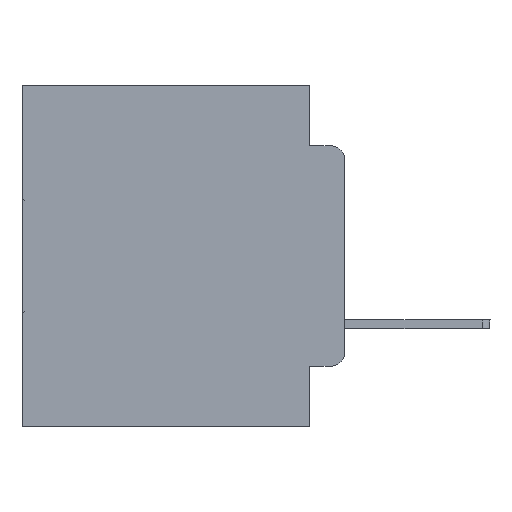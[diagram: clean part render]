
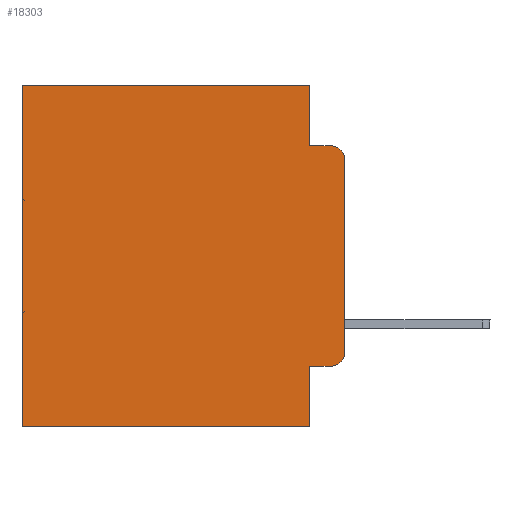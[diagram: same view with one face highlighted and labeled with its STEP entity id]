
A CAD part, left-side view. The second image highlights one B-rep face of the part: STEP entity #18303.
In plain terms, the highlighted planar face has unit normal (-1, 0, 0).
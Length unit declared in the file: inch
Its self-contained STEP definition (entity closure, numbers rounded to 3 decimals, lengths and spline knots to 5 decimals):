
#54 = EDGE_CURVE ( 'NONE', #14957, #15249, #9656, .T. ) ;
#141 = EDGE_CURVE ( 'NONE', #14764, #15587, #9998, .T. ) ;
#263 = EDGE_CURVE ( 'NONE', #15587, #9729, #24716, .T. ) ;
#779 = CARTESIAN_POINT ( 'NONE',  ( 0.298, 0.051, 0. ) ) ;
#1404 = DIRECTION ( 'NONE',  ( 0., -1., 0. ) ) ;
#1513 = EDGE_CURVE ( 'NONE', #14764, #14957, #29108, .T. ) ;
#2031 = VECTOR ( 'NONE', #4893, 39.37008 ) ;
#2059 = ORIENTED_EDGE ( 'NONE', *, *, #30264, .T. ) ;
#2861 = ORIENTED_EDGE ( 'NONE', *, *, #17284, .T. ) ;
#3267 = EDGE_LOOP ( 'NONE', ( #8537, #28562, #27880, #21857, #21192, #27240, #9350, #5171, #2861, #2059 ) ) ;
#3675 = DIRECTION ( 'NONE',  ( 0., 0., -1. ) ) ;
#3944 = EDGE_CURVE ( 'NONE', #13706, #9729, #21567, .T. ) ;
#4079 = CARTESIAN_POINT ( 'NONE',  ( 0.298, 0.051, -0.0885 ) ) ;
#4207 = DIRECTION ( 'NONE',  ( 0., 0., -1. ) ) ;
#4379 = DIRECTION ( 'NONE',  ( 0., 1., 0. ) ) ;
#4510 = CARTESIAN_POINT ( 'NONE',  ( 0.298, 0.02, -0.1085 ) ) ;
#4893 = DIRECTION ( 'NONE',  ( 0., -1., 0. ) ) ;
#5109 = DIRECTION ( 'NONE',  ( 0., 0., -1. ) ) ;
#5171 = ORIENTED_EDGE ( 'NONE', *, *, #16461, .F. ) ;
#5420 = CARTESIAN_POINT ( 'NONE',  ( 0.298, 0.02, -0.4115 ) ) ;
#6360 = CARTESIAN_POINT ( 'NONE',  ( 0.298, 0.473, 0. ) ) ;
#7172 = DIRECTION ( 'NONE',  ( 0., 0., -1. ) ) ;
#7771 = VECTOR ( 'NONE', #1404, 39.37008 ) ;
#8537 = ORIENTED_EDGE ( 'NONE', *, *, #9356, .F. ) ;
#9350 = ORIENTED_EDGE ( 'NONE', *, *, #30419, .F. ) ;
#9356 = EDGE_CURVE ( 'NONE', #13706, #19639, #22929, .T. ) ;
#9656 = LINE ( 'NONE', #18371, #19560 ) ;
#9729 = VERTEX_POINT ( 'NONE', #10981 ) ;
#9770 = CARTESIAN_POINT ( 'NONE',  ( 0.298, 0., 0. ) ) ;
#9998 = LINE ( 'NONE', #12717, #27384 ) ;
#10393 = VECTOR ( 'NONE', #5109, 39.37008 ) ;
#10522 = LINE ( 'NONE', #21377, #2031 ) ;
#10981 = CARTESIAN_POINT ( 'NONE',  ( 0.298, 0.02, -0.0885 ) ) ;
#11419 = DIRECTION ( 'NONE',  ( 0., 1., 0. ) ) ;
#12491 = AXIS2_PLACEMENT_3D ( 'NONE', #17780, #15175, #22501 ) ;
#12601 = VERTEX_POINT ( 'NONE', #5420 ) ;
#12717 = CARTESIAN_POINT ( 'NONE',  ( 0.298, 0.051, 0. ) ) ;
#13651 = CARTESIAN_POINT ( 'NONE',  ( 0.298, 0., -0.5 ) ) ;
#13706 = VERTEX_POINT ( 'NONE', #19938 ) ;
#13894 = CARTESIAN_POINT ( 'NONE',  ( 0.298, 0., 0. ) ) ;
#13910 = FACE_OUTER_BOUND ( 'NONE', #3267, .T. ) ;
#13979 = CARTESIAN_POINT ( 'NONE',  ( 0.298, 0.051, 0. ) ) ;
#14764 = VERTEX_POINT ( 'NONE', #779 ) ;
#14957 = VERTEX_POINT ( 'NONE', #6360 ) ;
#15175 = DIRECTION ( 'NONE',  ( -1., 0., 0. ) ) ;
#15249 = VERTEX_POINT ( 'NONE', #27025 ) ;
#15316 = CARTESIAN_POINT ( 'NONE',  ( 0.298, 0.051, -0.4115 ) ) ;
#15449 = CARTESIAN_POINT ( 'NONE',  ( 0.298, 0.051, -0.5 ) ) ;
#15587 = VERTEX_POINT ( 'NONE', #17555 ) ;
#16275 = DIRECTION ( 'NONE',  ( 0., 0., -1. ) ) ;
#16349 = AXIS2_PLACEMENT_3D ( 'NONE', #4510, #26334, #16275 ) ;
#16461 = EDGE_CURVE ( 'NONE', #29838, #25776, #25608, .T. ) ;
#17284 = EDGE_CURVE ( 'NONE', #29838, #12601, #10522, .T. ) ;
#17555 = CARTESIAN_POINT ( 'NONE',  ( 0.298, 0.051, -0.0885 ) ) ;
#17780 = CARTESIAN_POINT ( 'NONE',  ( 0.298, 0.02, -0.3915 ) ) ;
#18303 = ADVANCED_FACE ( 'NONE', ( #13910 ), #20391, .F. ) ;
#18371 = CARTESIAN_POINT ( 'NONE',  ( 0.298, 0.473, 0. ) ) ;
#19056 = LINE ( 'NONE', #13651, #29035 ) ;
#19560 = VECTOR ( 'NONE', #28475, 39.37008 ) ;
#19639 = VERTEX_POINT ( 'NONE', #28474 ) ;
#19938 = CARTESIAN_POINT ( 'NONE',  ( 0.298, 0., -0.1085 ) ) ;
#20225 = VECTOR ( 'NONE', #11419, 39.37008 ) ;
#20391 = PLANE ( 'NONE',  #28673 ) ;
#21192 = ORIENTED_EDGE ( 'NONE', *, *, #1513, .T. ) ;
#21377 = CARTESIAN_POINT ( 'NONE',  ( 0.298, 0.051, -0.4115 ) ) ;
#21567 = CIRCLE ( 'NONE', #16349, 0.02 ) ;
#21857 = ORIENTED_EDGE ( 'NONE', *, *, #141, .F. ) ;
#22501 = DIRECTION ( 'NONE',  ( 0., 0., -1. ) ) ;
#22929 = LINE ( 'NONE', #9770, #10393 ) ;
#24716 = LINE ( 'NONE', #4079, #7771 ) ;
#25124 = DIRECTION ( 'NONE',  ( 1., 0., 0. ) ) ;
#25608 = LINE ( 'NONE', #13979, #27099 ) ;
#25776 = VERTEX_POINT ( 'NONE', #15449 ) ;
#26334 = DIRECTION ( 'NONE',  ( -1., 0., 0. ) ) ;
#27025 = CARTESIAN_POINT ( 'NONE',  ( 0.298, 0.473, -0.5 ) ) ;
#27099 = VECTOR ( 'NONE', #7172, 39.37008 ) ;
#27240 = ORIENTED_EDGE ( 'NONE', *, *, #54, .T. ) ;
#27384 = VECTOR ( 'NONE', #3675, 39.37008 ) ;
#27431 = CARTESIAN_POINT ( 'NONE',  ( 0.298, 0., 0. ) ) ;
#27880 = ORIENTED_EDGE ( 'NONE', *, *, #263, .F. ) ;
#28474 = CARTESIAN_POINT ( 'NONE',  ( 0.298, 0., -0.3915 ) ) ;
#28475 = DIRECTION ( 'NONE',  ( 0., 0., -1. ) ) ;
#28562 = ORIENTED_EDGE ( 'NONE', *, *, #3944, .T. ) ;
#28673 = AXIS2_PLACEMENT_3D ( 'NONE', #27431, #25124, #4207 ) ;
#29035 = VECTOR ( 'NONE', #4379, 39.37008 ) ;
#29108 = LINE ( 'NONE', #13894, #20225 ) ;
#29838 = VERTEX_POINT ( 'NONE', #15316 ) ;
#30161 = CIRCLE ( 'NONE', #12491, 0.02 ) ;
#30264 = EDGE_CURVE ( 'NONE', #12601, #19639, #30161, .T. ) ;
#30419 = EDGE_CURVE ( 'NONE', #25776, #15249, #19056, .T. ) ;
